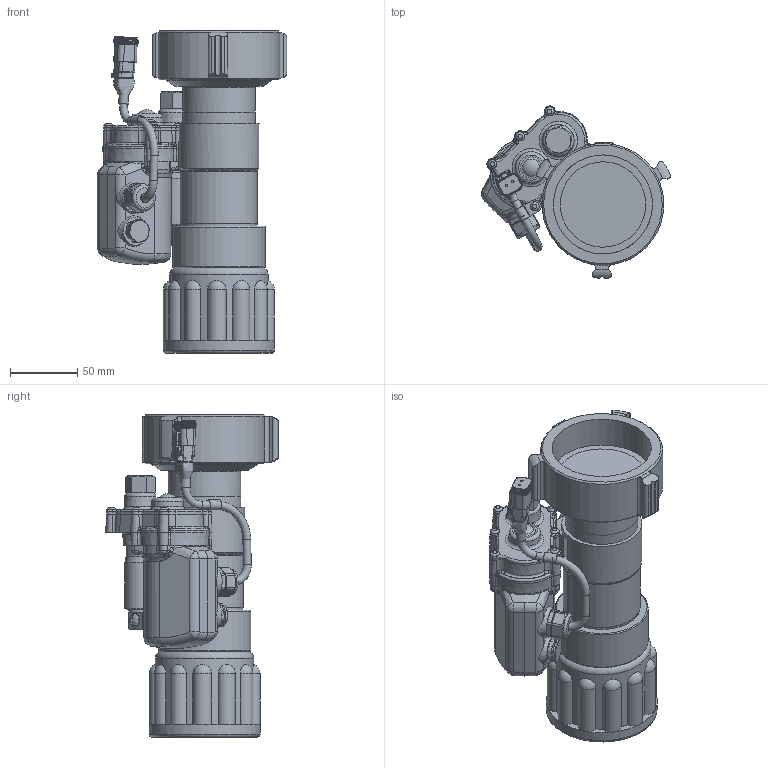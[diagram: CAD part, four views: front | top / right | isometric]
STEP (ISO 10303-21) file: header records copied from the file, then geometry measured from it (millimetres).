
FILE_DESCRIPTION (( 'STEP AP203' ), '1' );
FILE_NAME ('SM-10FE D 2.5_defeature.STEP', '2023-05-19T18:51:09', ( '' ), ( '' ), 'SwSTEP 2.0', 'SolidWorks 2021', '' );
FILE_SCHEMA (( 'CONFIG_CONTROL_DESIGN' ));
Length unit declared in the file: inch
Products named in the file (1): SM-10FE D 2.5_defeature
Bounding box: 140.59 x 128.15 x 239.61 mm (x, y, z)
Volume: 1381230.3 mm3; surface area: 157746 mm2
Topology: 6 solids, 8 shells, 1005 faces, 2564 edges, 1575 vertices
Faces by surface type: plane 341, cylinder 258, torus 130, cone 125, bspline 119, sphere 32
Full cylindrical faces by diameter (mm): 1.321 x2, 1.753 x2, 1.778 x3, 2.705 x1, 3.505 x1, 5.842 x2, 6.35 x1, 6.655 x6, 7.366 x1, 7.493 x1, 7.671 x1, 7.874 x1, 9.525 x2, 11.379 x1, 12.192 x1, 12.548 x1, 12.7 x1, 13.97 x1, 17.475 x1, 19.05 x1, 21.336 x1, 22.911 x1, 34.925 x1, 44.247 x1, 53.975 x1, 57.023 x1, 57.15 x1, 66.675 x2, 68.961 x1, 73.025 x1
Entity records: 34924 total; most frequent: CARTESIAN_POINT 12071, ORIENTED_EDGE 4782, DIRECTION 4697, EDGE_CURVE 2391, AXIS2_PLACEMENT_3D 1887, VERTEX_POINT 1520, EDGE_LOOP 1149, FACE_OUTER_BOUND 1075
